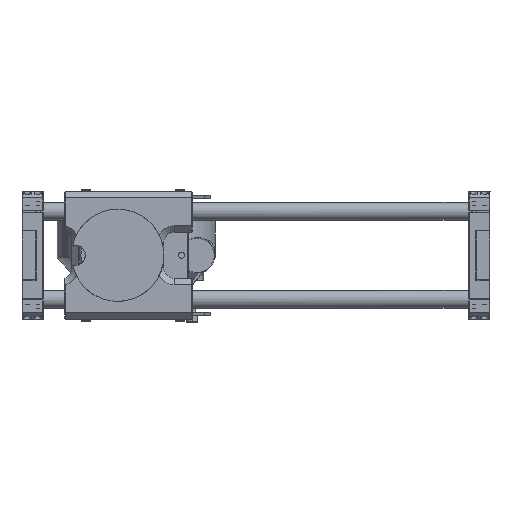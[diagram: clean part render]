
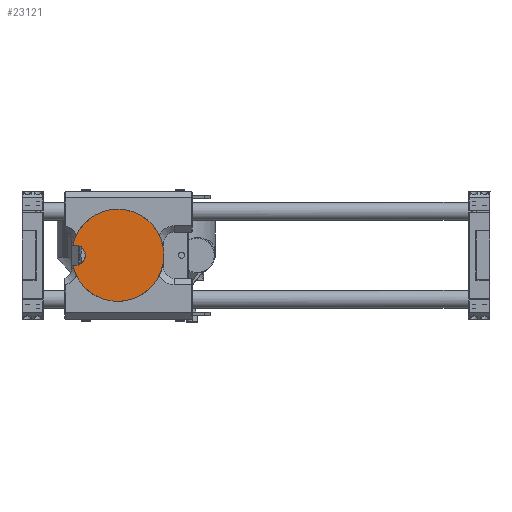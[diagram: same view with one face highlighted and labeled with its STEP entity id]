
A CAD part, front view. The second image highlights one B-rep face of the part: STEP entity #23121.
In plain terms, the highlighted planar face has unit normal (0, -1, 0).
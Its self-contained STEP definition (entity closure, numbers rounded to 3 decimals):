
#8082=DIRECTION('',(-0.7,0.,0.714));
#8083=VECTOR('',#8082,0.249);
#8084=CARTESIAN_POINT('',(-63.23,0.,
14.136));
#8085=LINE('',#8084,#8083);
#8086=CARTESIAN_POINT('',(0.,0.,0.));
#8087=DIRECTION('',(0.,1.,0.));
#8088=DIRECTION('',(-0.975,0.,0.22));
#8089=AXIS2_PLACEMENT_3D('',#8086,#8087,#8088);
#8091=DIRECTION('',(0.7,0.,0.714));
#8092=VECTOR('',#8091,0.249);
#8093=CARTESIAN_POINT('',(-63.404,0.,-14.314));
#8094=LINE('',#8093,#8092);
#8095=CARTESIAN_POINT('',(-60.,0.,
0.));
#8096=DIRECTION('',(0.,-1.,0.));
#8097=DIRECTION('',(-0.223,0.,-0.975));
#8098=AXIS2_PLACEMENT_3D('',#8095,#8096,#8097);
#11914=CARTESIAN_POINT('',(-63.23,0.,
14.136));
#11915=CARTESIAN_POINT('',(-63.404,0.,14.314));
#11916=VERTEX_POINT('',#11914);
#11917=VERTEX_POINT('',#11915);
#11918=CARTESIAN_POINT('',(-63.404,0.,-14.314));
#11919=CARTESIAN_POINT('',(-63.23,0.,
-14.136));
#11920=VERTEX_POINT('',#11918);
#11921=VERTEX_POINT('',#11919);
#23110=CARTESIAN_POINT('',(0.,0.,0.));
#23111=DIRECTION('',(0.,-1.,0.));
#23112=DIRECTION('',(-1.,0.,0.));
#23113=AXIS2_PLACEMENT_3D('',#23110,#23111,#23112);
#23114=PLANE('',#23113);
#23115=ORIENTED_EDGE('',*,*,#23020,.T.);
#23116=ORIENTED_EDGE('',*,*,#23043,.T.);
#23117=ORIENTED_EDGE('',*,*,#23059,.T.);
#23118=ORIENTED_EDGE('',*,*,#23104,.T.);
#23119=EDGE_LOOP('',(#23115,#23116,#23117,#23118));
#23120=FACE_OUTER_BOUND('',#23119,.F.);
#8090=CIRCLE('',#8089,65.);
#8099=CIRCLE('',#8098,14.5);
#23020=EDGE_CURVE('',#11916,#11917,#8085,.T.);
#23043=EDGE_CURVE('',#11917,#11920,#8090,.T.);
#23059=EDGE_CURVE('',#11920,#11921,#8094,.T.);
#23104=EDGE_CURVE('',#11921,#11916,#8099,.T.);
#23121=ADVANCED_FACE('',(#23120),#23114,.T.);
